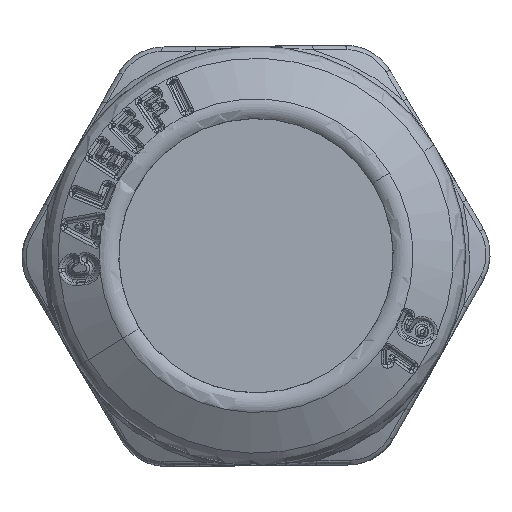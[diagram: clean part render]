
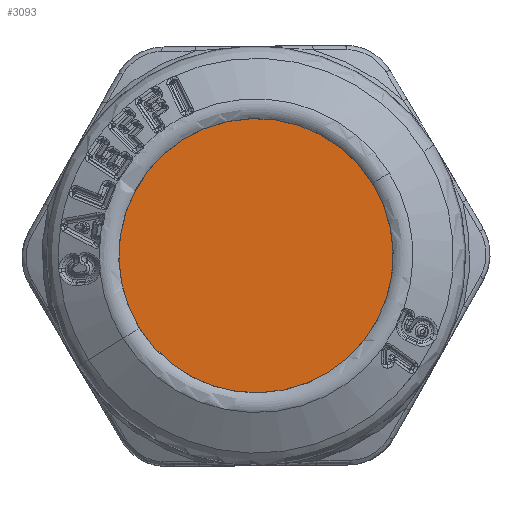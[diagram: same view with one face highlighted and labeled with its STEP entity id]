
A CAD part, top view. The second image highlights one B-rep face of the part: STEP entity #3093.
In plain terms, the highlighted planar face has unit normal (0, 0, 1).
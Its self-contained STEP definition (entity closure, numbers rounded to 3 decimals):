
#3070=CARTESIAN_POINT('Axis2P3D Location',(0.,0.,34.)) ;
#3075=CARTESIAN_POINT('Axis2P3D Location',(0.,0.,34.)) ;
#3079=CARTESIAN_POINT('Vertex',(7.165,4.452,34.)) ;
#3081=CARTESIAN_POINT('Vertex',(-7.165,-4.452,34.)) ;
#3084=CARTESIAN_POINT('Axis2P3D Location',(0.,0.,34.)) ;
#3071=DIRECTION('Axis2P3D Direction',(0.,0.,1.)) ;
#3072=DIRECTION('Axis2P3D XDirection',(1.,0.,0.)) ;
#3076=DIRECTION('Axis2P3D Direction',(0.,0.,1.)) ;
#3085=DIRECTION('Axis2P3D Direction',(0.,0.,1.)) ;
#3073=AXIS2_PLACEMENT_3D('Plane Axis2P3D',#3070,#3071,#3072) ;
#3077=AXIS2_PLACEMENT_3D('Circle Axis2P3D',#3075,#3076,$) ;
#3086=AXIS2_PLACEMENT_3D('Circle Axis2P3D',#3084,#3085,$) ;
#3078=CIRCLE('generated circle',#3077,8.436) ;
#3087=CIRCLE('generated circle',#3086,8.436) ;
#3074=PLANE('',#3073) ;
#3083=EDGE_CURVE('',#3080,#3082,#3078,.T.) ;
#3088=EDGE_CURVE('',#3082,#3080,#3087,.T.) ;
#3090=ORIENTED_EDGE('',*,*,#3083,.T.) ;
#3091=ORIENTED_EDGE('',*,*,#3088,.T.) ;
#3089=EDGE_LOOP('',(#3090,#3091)) ;
#3080=VERTEX_POINT('',#3079) ;
#3082=VERTEX_POINT('',#3081) ;
#3093=ADVANCED_FACE('PartBody',(#3092),#3074,.T.) ;
#3092=FACE_OUTER_BOUND('',#3089,.T.) ;
